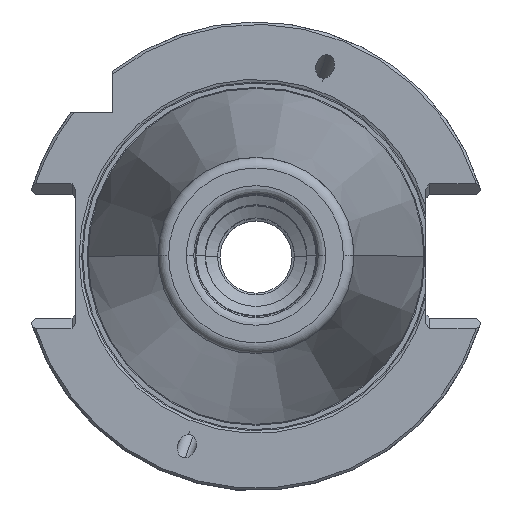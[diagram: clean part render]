
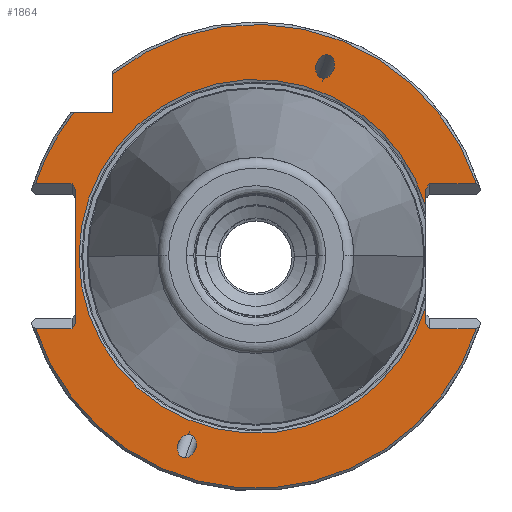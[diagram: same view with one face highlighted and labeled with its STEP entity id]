
A CAD part, top view. The second image highlights one B-rep face of the part: STEP entity #1864.
In plain terms, the highlighted planar face has unit normal (0, 0, 1).
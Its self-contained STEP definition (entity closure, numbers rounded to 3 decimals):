
#962=EDGE_CURVE('NONE',#1604,#1670,#2806,.T.);
#964=VERTEX_POINT('NONE',#2808);
#1008=VERTEX_POINT('NONE',#2857);
#1070=EDGE_CURVE('NONE',#2328,#1652,#2926,.T.);
#1198=VERTEX_POINT('NONE',#3065);
#1228=EDGE_CURVE('NONE',#2054,#2132,#3098,.T.);
#1310=EDGE_CURVE('NONE',#2636,#2664,#3194,.T.);
#1324=EDGE_CURVE('NONE',#2074,#964,#3209,.T.);
#1326=EDGE_CURVE('NONE',#2132,#2708,#3211,.T.);
#1370=EDGE_CURVE('NONE',#2292,#1996,#3258,.T.);
#1464=EDGE_CURVE('NONE',#1636,#1934,#3359,.T.);
#1468=EDGE_CURVE('NONE',#964,#1934,#3363,.T.);
#1498=EDGE_CURVE('NONE',#1008,#2598,#3395,.T.);
#1500=EDGE_CURVE('NONE',#2370,#2426,#3397,.T.);
#1604=VERTEX_POINT('NONE',#3511);
#1612=EDGE_CURVE('NONE',#1772,#2426,#3522,.T.);
#1636=VERTEX_POINT('NONE',#3553);
#1652=VERTEX_POINT('NONE',#3571);
#1670=VERTEX_POINT('NONE',#3590);
#1770=EDGE_CURVE('NONE',#2636,#2708,#3707,.T.);
#1772=VERTEX_POINT('NONE',#3709);
#1864=ADVANCED_FACE('NONE',(#3813,#3814,#3815),#3816,.F.);
#1904=VERTEX_POINT('NONE',#3861);
#1934=VERTEX_POINT('NONE',#3896);
#1978=EDGE_CURVE('NONE',#2292,#1636,#3947,.T.);
#1994=EDGE_CURVE('NONE',#1198,#1670,#3965,.T.);
#1996=VERTEX_POINT('NONE',#3967);
#2054=VERTEX_POINT('NONE',#4030);
#2074=VERTEX_POINT('NONE',#4050);
#2132=VERTEX_POINT('NONE',#4112);
#2162=EDGE_CURVE('NONE',#2054,#1604,#4145,.T.);
#2164=EDGE_CURVE('NONE',#2598,#1008,#4147,.T.);
#2292=VERTEX_POINT('NONE',#4295);
#2328=VERTEX_POINT('NONE',#4335);
#2362=EDGE_CURVE('NONE',#1904,#2370,#4371,.T.);
#2370=VERTEX_POINT('NONE',#4380);
#2426=VERTEX_POINT('NONE',#4442);
#2498=EDGE_CURVE('NONE',#1198,#2074,#4525,.T.);
#2530=EDGE_CURVE('NONE',#1652,#2328,#4561,.T.);
#2598=VERTEX_POINT('NONE',#4635);
#2636=VERTEX_POINT('NONE',#4675);
#2664=VERTEX_POINT('NONE',#4703);
#2708=VERTEX_POINT('NONE',#4751);
#2722=EDGE_CURVE('NONE',#1996,#1772,#4766,.T.);
#2740=EDGE_CURVE('NONE',#1904,#2664,#4786,.T.);
#2806=LINE('',#4863,#4864);
#2808=CARTESIAN_POINT('',(35.3,13.989,-1.5));
#2857=CARTESIAN_POINT('',(14.702,41.887,-1.5));
#2926=(B_SPLINE_CURVE(3,(#5048,#5049,#5050,#5051),.UNSPECIFIED.,.F.,.F.)B_SPLINE_CURVE_WITH_KNOTS((4,4),(3.414,6.555),.UNSPECIFIED.)RATIONAL_B_SPLINE_CURVE((1.0,0.333,0.333,1.0))BOUNDED_CURVE()REPRESENTATION_ITEM('')GEOMETRIC_REPRESENTATION_ITEM()CURVE());
#3065=CARTESIAN_POINT('',(45.816,15.05,-1.5));
#3098=CIRCLE('',#5301,48.225);
#3194=LINE('',#5434,#5435);
#3209=LINE('',#5454,#5455);
#3211=LINE('',#5458,#5459);
#3258=LINE('',#5534,#5535);
#3359=CIRCLE('',#5676,36.786);
#3363=LINE('',#5683,#5684);
#3395=(B_SPLINE_CURVE(3,(#5739,#5740,#5741,#5742),.UNSPECIFIED.,.F.,.F.)B_SPLINE_CURVE_WITH_KNOTS((4,4),(0.272,3.414),.UNSPECIFIED.)RATIONAL_B_SPLINE_CURVE((1.0,0.333,0.333,1.0))BOUNDED_CURVE()REPRESENTATION_ITEM('')GEOMETRIC_REPRESENTATION_ITEM()CURVE());
#3397=CIRCLE('',#5751,48.225);
#3511=CARTESIAN_POINT('',(-29.85,29.85,-1.5));
#3522=LINE('',#5919,#5920);
#3553=CARTESIAN_POINT('',(-36.786,0.,-1.5));
#3571=CARTESIAN_POINT('',(-14.702,-41.887,-1.5));
#3590=CARTESIAN_POINT('',(-29.85,37.876,-1.5));
#3707=LINE('',#6174,#6175);
#3709=CARTESIAN_POINT('',(36.05,-15.05,-1.5));
#3813=FACE_OUTER_BOUND('',#6323,.T.);
#3814=FACE_BOUND('',#6324,.T.);
#3815=FACE_BOUND('',#6325,.T.);
#3816=PLANE('',#6326);
#3861=CARTESIAN_POINT('',(-38.25,-15.05,-1.5));
#3896=CARTESIAN_POINT('',(35.3,10.348,-1.5));
#3947=CIRCLE('',#6548,36.786);
#3965=CIRCLE('',#6573,48.225);
#3967=CARTESIAN_POINT('',(35.3,-13.989,-1.5));
#4030=CARTESIAN_POINT('',(-37.876,29.85,-1.5));
#4050=CARTESIAN_POINT('',(36.05,15.05,-1.5));
#4112=CARTESIAN_POINT('',(-45.816,15.05,-1.5));
#4145=LINE('',#6918,#6919);
#4147=(B_SPLINE_CURVE(3,(#6923,#6924,#6925,#6926),.UNSPECIFIED.,.F.,.F.)B_SPLINE_CURVE_WITH_KNOTS((4,4),(3.414,6.555),.UNSPECIFIED.)RATIONAL_B_SPLINE_CURVE((1.0,0.333,0.333,1.0))BOUNDED_CURVE()REPRESENTATION_ITEM('')GEOMETRIC_REPRESENTATION_ITEM()CURVE());
#4295=CARTESIAN_POINT('',(35.3,-10.348,-1.5));
#4335=CARTESIAN_POINT('',(-14.027,-37.047,-1.5));
#4371=LINE('',#7283,#7284);
#4380=CARTESIAN_POINT('',(-45.816,-15.05,-1.5));
#4442=CARTESIAN_POINT('',(45.816,-15.05,-1.5));
#4525=LINE('',#7543,#7544);
#4561=(B_SPLINE_CURVE(3,(#7622,#7623,#7624,#7625),.UNSPECIFIED.,.F.,.F.)B_SPLINE_CURVE_WITH_KNOTS((4,4),(0.272,3.414),.UNSPECIFIED.)RATIONAL_B_SPLINE_CURVE((1.0,0.333,0.333,1.0))BOUNDED_CURVE()REPRESENTATION_ITEM('')GEOMETRIC_REPRESENTATION_ITEM()CURVE());
#4635=CARTESIAN_POINT('',(14.027,37.047,-1.5));
#4675=CARTESIAN_POINT('',(-37.5,13.989,-1.5));
#4703=CARTESIAN_POINT('',(-37.5,-13.989,-1.5));
#4751=CARTESIAN_POINT('',(-38.25,15.05,-1.5));
#4766=LINE('',#7989,#7990);
#4786=LINE('',#8014,#8015);
#4863=CARTESIAN_POINT('',(-29.85,29.85,-1.5));
#4864=VECTOR('',#8087,1000.0);
#5048=CARTESIAN_POINT('',(-14.027,-37.047,-1.5));
#5049=CARTESIAN_POINT('',(-17.923,-37.047,-1.5));
#5050=CARTESIAN_POINT('',(-18.598,-41.887,-1.5));
#5051=CARTESIAN_POINT('',(-14.702,-41.887,-1.5));
#5301=AXIS2_PLACEMENT_3D('',#8429,#8430,#8431);
#5434=CARTESIAN_POINT('',(-37.5,0.,-1.5));
#5435=VECTOR('',#8563,1000.0);
#5454=CARTESIAN_POINT('',(35.013,13.583,-1.5));
#5455=VECTOR('',#8577,1000.0);
#5458=CARTESIAN_POINT('',(-63.9,15.05,-1.5));
#5459=VECTOR('',#8578,1000.0);
#5534=CARTESIAN_POINT('',(35.3,0.,-1.5));
#5535=VECTOR('',#8619,1000.0);
#5676=AXIS2_PLACEMENT_3D('',#8730,#8731,#8732);
#5683=CARTESIAN_POINT('',(35.3,0.,-1.5));
#5684=VECTOR('',#8734,1000.0);
#5739=CARTESIAN_POINT('',(14.702,41.887,-1.5));
#5740=CARTESIAN_POINT('',(10.807,41.887,-1.5));
#5741=CARTESIAN_POINT('',(10.132,37.047,-1.5));
#5742=CARTESIAN_POINT('',(14.027,37.047,-1.5));
#5751=AXIS2_PLACEMENT_3D('',#8762,#8763,#8764);
#5919=CARTESIAN_POINT('',(62.5,-15.05,-1.5));
#5920=VECTOR('',#8914,1000.0);
#6174=CARTESIAN_POINT('',(-29.995,3.376,-1.5));
#6175=VECTOR('',#9162,1000.0);
#6323=EDGE_LOOP('',(#9301,#9302,#9303,#9304,#9305,#9306,#9307,#9308,#9309,#9310,#9311,#9312,#9313,#9314,#9315,#9316,#9317,#9318));
#6324=EDGE_LOOP('',(#9319,#9320));
#6325=EDGE_LOOP('',(#9321,#9322));
#6326=AXIS2_PLACEMENT_3D('',#9323,#9324,#9325);
#6548=AXIS2_PLACEMENT_3D('',#9500,#9501,#9502);
#6573=AXIS2_PLACEMENT_3D('',#9512,#9513,#9514);
#6918=CARTESIAN_POINT('',(-52.85,29.85,-1.5));
#6919=VECTOR('',#9707,1000.0);
#6923=CARTESIAN_POINT('',(14.027,37.047,-1.5));
#6924=CARTESIAN_POINT('',(17.923,37.047,-1.5));
#6925=CARTESIAN_POINT('',(18.598,41.887,-1.5));
#6926=CARTESIAN_POINT('',(14.702,41.887,-1.5));
#7283=CARTESIAN_POINT('',(-63.9,-15.05,-1.5));
#7284=VECTOR('',#9963,1000.0);
#7543=CARTESIAN_POINT('',(62.5,15.05,-1.5));
#7544=VECTOR('',#10168,1000.0);
#7622=CARTESIAN_POINT('',(-14.702,-41.887,-1.5));
#7623=CARTESIAN_POINT('',(-10.807,-41.887,-1.5));
#7624=CARTESIAN_POINT('',(-10.132,-37.047,-1.5));
#7625=CARTESIAN_POINT('',(-14.027,-37.047,-1.5));
#7989=CARTESIAN_POINT('',(35.013,-13.583,-1.5));
#7990=VECTOR('',#10391,1000.0);
#8014=CARTESIAN_POINT('',(-29.995,-3.376,-1.5));
#8015=VECTOR('',#10414,1000.0);
#8087=DIRECTION('',(0.,1.0,0.0));
#8429=CARTESIAN_POINT('',(0.0,0.0,-1.5));
#8430=DIRECTION('',(0.0,0.0,1.0));
#8431=DIRECTION('',(1.0,0.,-0.0));
#8563=DIRECTION('',(0.,-1.0,-0.0));
#8577=DIRECTION('',(-0.577,-0.816,0.0));
#8578=DIRECTION('',(1.0,0.,0.0));
#8619=DIRECTION('',(0.,-1.0,-0.0));
#8730=CARTESIAN_POINT('',(0.0,0.0,-1.5));
#8731=DIRECTION('',(0.0,0.0,-1.0));
#8732=DIRECTION('',(1.0,0.,0.0));
#8734=DIRECTION('',(0.,-1.0,-0.0));
#8762=CARTESIAN_POINT('',(0.0,0.0,-1.5));
#8763=DIRECTION('',(0.0,-0.0,1.0));
#8764=DIRECTION('',(1.0,0.,0.0));
#8914=DIRECTION('',(1.0,0.,0.0));
#9162=DIRECTION('',(-0.577,0.816,0.0));
#9301=ORIENTED_EDGE('',*,*,#2498,.F.);
#9302=ORIENTED_EDGE('',*,*,#1994,.T.);
#9303=ORIENTED_EDGE('',*,*,#962,.F.);
#9304=ORIENTED_EDGE('',*,*,#2162,.F.);
#9305=ORIENTED_EDGE('',*,*,#1228,.T.);
#9306=ORIENTED_EDGE('',*,*,#1326,.T.);
#9307=ORIENTED_EDGE('',*,*,#1770,.F.);
#9308=ORIENTED_EDGE('',*,*,#1310,.T.);
#9309=ORIENTED_EDGE('',*,*,#2740,.F.);
#9310=ORIENTED_EDGE('',*,*,#2362,.T.);
#9311=ORIENTED_EDGE('',*,*,#1500,.T.);
#9312=ORIENTED_EDGE('',*,*,#1612,.F.);
#9313=ORIENTED_EDGE('',*,*,#2722,.F.);
#9314=ORIENTED_EDGE('',*,*,#1370,.F.);
#9315=ORIENTED_EDGE('',*,*,#1978,.T.);
#9316=ORIENTED_EDGE('',*,*,#1464,.T.);
#9317=ORIENTED_EDGE('',*,*,#1468,.F.);
#9318=ORIENTED_EDGE('',*,*,#1324,.F.);
#9319=ORIENTED_EDGE('',*,*,#2530,.F.);
#9320=ORIENTED_EDGE('',*,*,#1070,.F.);
#9321=ORIENTED_EDGE('',*,*,#1498,.F.);
#9322=ORIENTED_EDGE('',*,*,#2164,.F.);
#9323=CARTESIAN_POINT('',(0.,-50.0,-1.5));
#9324=DIRECTION('',(0.0,0.0,-1.0));
#9325=DIRECTION('',(-1.0,0.0,0.0));
#9500=CARTESIAN_POINT('',(0.0,0.0,-1.5));
#9501=DIRECTION('',(0.0,0.0,-1.0));
#9502=DIRECTION('',(1.0,0.,0.0));
#9512=CARTESIAN_POINT('',(0.0,0.0,-1.5));
#9513=DIRECTION('',(0.0,-0.0,1.0));
#9514=DIRECTION('',(1.0,0.,0.0));
#9707=DIRECTION('',(1.0,0.,0.0));
#9963=DIRECTION('',(-1.0,0.,0.0));
#10168=DIRECTION('',(-1.0,0.,0.0));
#10391=DIRECTION('',(0.577,-0.816,0.0));
#10414=DIRECTION('',(0.577,0.816,0.0));
